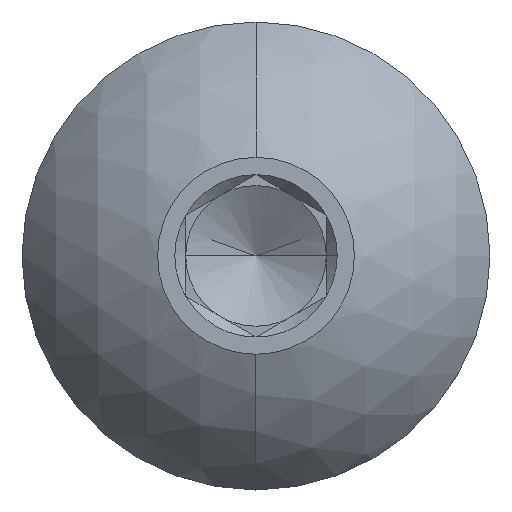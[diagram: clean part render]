
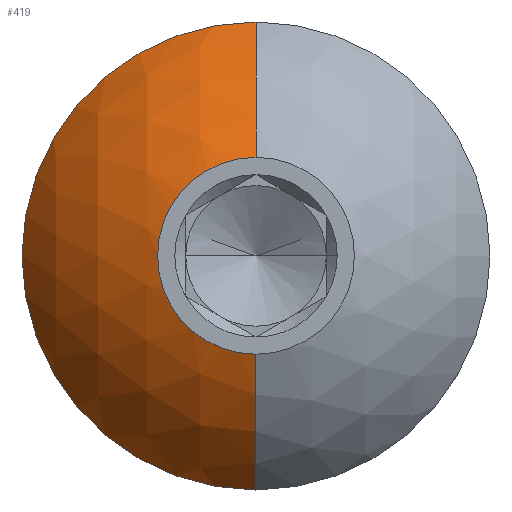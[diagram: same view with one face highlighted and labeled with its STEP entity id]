
A CAD part, top view. The second image highlights one B-rep face of the part: STEP entity #419.
In plain terms, the highlighted spherical face has radius 4.615 mm.
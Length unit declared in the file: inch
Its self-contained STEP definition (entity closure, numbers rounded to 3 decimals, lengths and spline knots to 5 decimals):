
#6 = ORIENTED_EDGE ( 'NONE', *, *, #310, .T. ) ;
#8 = EDGE_LOOP ( 'NONE', ( #500, #498, #90, #351, #6 ) ) ;
#19 = VERTEX_POINT ( 'NONE', #792 ) ;
#90 = ORIENTED_EDGE ( 'NONE', *, *, #316, .F. ) ;
#111 = AXIS2_PLACEMENT_3D ( 'NONE', #314, #318, #323 ) ;
#180 = CARTESIAN_POINT ( 'NONE',  ( 0., -0.06563, 1.2935 ) ) ;
#219 = VERTEX_POINT ( 'NONE', #180 ) ;
#247 = EDGE_CURVE ( 'NONE', #578, #219, #401, .T. ) ;
#266 = CIRCLE ( 'NONE', #866, 0.156 ) ;
#310 = EDGE_CURVE ( 'NONE', #911, #19, #815, .T. ) ;
#312 = VERTEX_POINT ( 'NONE', #486 ) ;
#314 = CARTESIAN_POINT ( 'NONE',  ( 0., 0., 1.12408 ) ) ;
#316 = EDGE_CURVE ( 'NONE', #312, #219, #590, .T. ) ;
#318 = DIRECTION ( 'NONE',  ( -1., 0., 0. ) ) ;
#322 = EDGE_CURVE ( 'NONE', #911, #312, #662, .T. ) ;
#323 = DIRECTION ( 'NONE',  ( 0., -1., 0. ) ) ;
#325 = EDGE_CURVE ( 'NONE', #19, #578, #266, .T. ) ;
#351 = ORIENTED_EDGE ( 'NONE', *, *, #322, .F. ) ;
#366 = SPHERICAL_SURFACE ( 'NONE', #607, 0.18169 ) ;
#401 = CIRCLE ( 'NONE', #111, 0.18169 ) ;
#419 = ADVANCED_FACE ( 'NONE', ( #758 ), #366, .T. ) ;
#477 = CARTESIAN_POINT ( 'NONE',  ( 0., 0., 1.21721 ) ) ;
#478 = DIRECTION ( 'NONE',  ( 0., 0., 1. ) ) ;
#480 = DIRECTION ( 'NONE',  ( 1., 0., 0. ) ) ;
#486 = CARTESIAN_POINT ( 'NONE',  ( 0., 0.06563, 1.2935 ) ) ;
#498 = ORIENTED_EDGE ( 'NONE', *, *, #247, .T. ) ;
#500 = ORIENTED_EDGE ( 'NONE', *, *, #325, .T. ) ;
#503 = DIRECTION ( 'NONE',  ( 0., 0., 1. ) ) ;
#509 = CARTESIAN_POINT ( 'NONE',  ( 0., 0., 1.2935 ) ) ;
#513 = DIRECTION ( 'NONE',  ( 1., 0., 0. ) ) ;
#524 = CARTESIAN_POINT ( 'NONE',  ( 0., 0., 1.21721 ) ) ;
#531 = CARTESIAN_POINT ( 'NONE',  ( 0., 0., 1.12408 ) ) ;
#533 = DIRECTION ( 'NONE',  ( 1., 0., 0. ) ) ;
#534 = DIRECTION ( 'NONE',  ( 0., 0., -1. ) ) ;
#539 = DIRECTION ( 'NONE',  ( 0., 0., 1. ) ) ;
#546 = DIRECTION ( 'NONE',  ( 1., 0., 0. ) ) ;
#578 = VERTEX_POINT ( 'NONE', #735 ) ;
#590 = CIRCLE ( 'NONE', #819, 0.06563 ) ;
#607 = AXIS2_PLACEMENT_3D ( 'NONE', #629, #665, #668 ) ;
#629 = CARTESIAN_POINT ( 'NONE',  ( 0., 0., 1.12408 ) ) ;
#662 = CIRCLE ( 'NONE', #860, 0.18169 ) ;
#665 = DIRECTION ( 'NONE',  ( -1., 0., 0. ) ) ;
#668 = DIRECTION ( 'NONE',  ( 0., 1., 0. ) ) ;
#735 = CARTESIAN_POINT ( 'NONE',  ( 0., -0.156, 1.21721 ) ) ;
#746 = AXIS2_PLACEMENT_3D ( 'NONE', #477, #478, #480 ) ;
#758 = FACE_OUTER_BOUND ( 'NONE', #8, .T. ) ;
#782 = CARTESIAN_POINT ( 'NONE',  ( 0., 0.156, 1.21721 ) ) ;
#792 = CARTESIAN_POINT ( 'NONE',  ( -0.156, 0., 1.21721 ) ) ;
#815 = CIRCLE ( 'NONE', #746, 0.156 ) ;
#819 = AXIS2_PLACEMENT_3D ( 'NONE', #509, #503, #513 ) ;
#860 = AXIS2_PLACEMENT_3D ( 'NONE', #531, #533, #534 ) ;
#866 = AXIS2_PLACEMENT_3D ( 'NONE', #524, #539, #546 ) ;
#911 = VERTEX_POINT ( 'NONE', #782 ) ;
